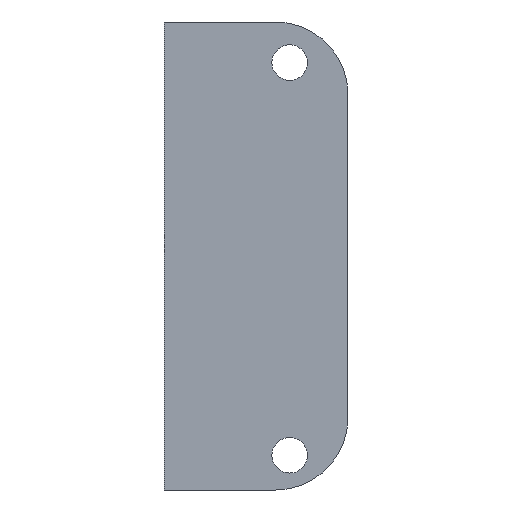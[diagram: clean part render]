
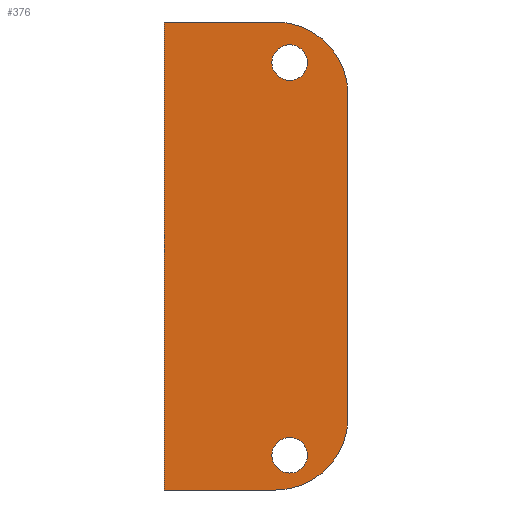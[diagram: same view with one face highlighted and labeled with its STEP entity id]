
A CAD part, left-side view. The second image highlights one B-rep face of the part: STEP entity #376.
In plain terms, the highlighted planar face has unit normal (-1, 0, 0).
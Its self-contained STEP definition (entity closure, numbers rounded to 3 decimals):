
#1=CARTESIAN_POINT('',(0.,24.652,180.638));
#2=DIRECTION('',(1.,0.,0.));
#3=DIRECTION('',(0.,0.,-1.));
#4=AXIS2_PLACEMENT_3D('',#1,#2,#3);
#6=CARTESIAN_POINT('',(0.,24.652,180.638));
#7=DIRECTION('',(1.,0.,0.));
#8=DIRECTION('',(0.,0.,1.));
#9=AXIS2_PLACEMENT_3D('',#6,#7,#8);
#11=CARTESIAN_POINT('',(0.,24.652,14.653));
#12=DIRECTION('',(1.,0.,0.));
#13=DIRECTION('',(0.,0.,-1.));
#14=AXIS2_PLACEMENT_3D('',#11,#12,#13);
#16=CARTESIAN_POINT('',(0.,24.652,14.653));
#17=DIRECTION('',(1.,0.,0.));
#18=DIRECTION('',(0.,0.,1.));
#19=AXIS2_PLACEMENT_3D('',#16,#17,#18);
#21=CARTESIAN_POINT('',(0.,30.6,167.172));
#22=DIRECTION('',(-1.,0.,0.));
#23=DIRECTION('',(0.,-1.,0.));
#24=AXIS2_PLACEMENT_3D('',#21,#22,#23);
#26=DIRECTION('',(0.,0.,-1.));
#27=VECTOR('',#26,136.572);
#28=CARTESIAN_POINT('',(0.,0.,167.172));
#29=LINE('',#28,#27);
#30=CARTESIAN_POINT('',(0.,30.6,30.6));
#31=DIRECTION('',(-1.,0.,0.));
#32=DIRECTION('',(0.,0.,-1.));
#33=AXIS2_PLACEMENT_3D('',#30,#31,#32);
#35=DIRECTION('',(0.,1.,0.));
#36=VECTOR('',#35,47.103);
#37=CARTESIAN_POINT('',(0.,30.6,0.));
#38=LINE('',#37,#36);
#39=DIRECTION('',(0.,0.,1.));
#40=VECTOR('',#39,197.772);
#41=CARTESIAN_POINT('',(0.,77.703,0.));
#42=LINE('',#41,#40);
#43=DIRECTION('',(0.,-1.,0.));
#44=VECTOR('',#43,47.103);
#45=CARTESIAN_POINT('',(0.,77.703,197.772));
#46=LINE('',#45,#44);
#265=CARTESIAN_POINT('',(0.,77.703,0.));
#266=CARTESIAN_POINT('',(0.,77.703,197.772));
#267=VERTEX_POINT('',#265);
#268=VERTEX_POINT('',#266);
#297=CARTESIAN_POINT('',(0.,24.652,173.137));
#298=CARTESIAN_POINT('',(0.,24.652,188.138));
#299=VERTEX_POINT('',#297);
#300=VERTEX_POINT('',#298);
#301=CARTESIAN_POINT('',(0.,24.652,7.153));
#302=CARTESIAN_POINT('',(0.,24.652,22.154));
#303=VERTEX_POINT('',#301);
#304=VERTEX_POINT('',#302);
#321=CARTESIAN_POINT('',(0.,0.,167.172));
#322=CARTESIAN_POINT('',(0.,30.6,197.772));
#323=VERTEX_POINT('',#321);
#324=VERTEX_POINT('',#322);
#337=CARTESIAN_POINT('',(0.,30.6,0.));
#338=CARTESIAN_POINT('',(0.,0.,30.6));
#339=VERTEX_POINT('',#337);
#340=VERTEX_POINT('',#338);
#345=CARTESIAN_POINT('',(0.,0.,0.));
#346=DIRECTION('',(1.,0.,0.));
#347=DIRECTION('',(0.,0.,-1.));
#348=AXIS2_PLACEMENT_3D('',#345,#346,#347);
#349=PLANE('',#348);
#351=ORIENTED_EDGE('',*,*,#350,.F.);
#353=ORIENTED_EDGE('',*,*,#352,.T.);
#355=ORIENTED_EDGE('',*,*,#354,.F.);
#357=ORIENTED_EDGE('',*,*,#356,.T.);
#359=ORIENTED_EDGE('',*,*,#358,.T.);
#361=ORIENTED_EDGE('',*,*,#360,.T.);
#362=EDGE_LOOP('',(#351,#353,#355,#357,#359,#361));
#363=FACE_OUTER_BOUND('',#362,.F.);
#365=ORIENTED_EDGE('',*,*,#364,.F.);
#367=ORIENTED_EDGE('',*,*,#366,.F.);
#368=EDGE_LOOP('',(#365,#367));
#369=FACE_BOUND('',#368,.F.);
#371=ORIENTED_EDGE('',*,*,#370,.F.);
#373=ORIENTED_EDGE('',*,*,#372,.F.);
#374=EDGE_LOOP('',(#371,#373));
#375=FACE_BOUND('',#374,.F.);
#376=ADVANCED_FACE('',(#363,#369,#375),#349,.F.);
#5=CIRCLE('',#4,7.5);
#10=CIRCLE('',#9,7.5);
#15=CIRCLE('',#14,7.5);
#20=CIRCLE('',#19,7.5);
#25=CIRCLE('',#24,30.6);
#34=CIRCLE('',#33,30.6);
#350=EDGE_CURVE('',#323,#324,#25,.T.);
#352=EDGE_CURVE('',#323,#340,#29,.T.);
#354=EDGE_CURVE('',#339,#340,#34,.T.);
#356=EDGE_CURVE('',#339,#267,#38,.T.);
#358=EDGE_CURVE('',#267,#268,#42,.T.);
#360=EDGE_CURVE('',#268,#324,#46,.T.);
#364=EDGE_CURVE('',#303,#304,#15,.T.);
#366=EDGE_CURVE('',#304,#303,#20,.T.);
#370=EDGE_CURVE('',#299,#300,#5,.T.);
#372=EDGE_CURVE('',#300,#299,#10,.T.);
